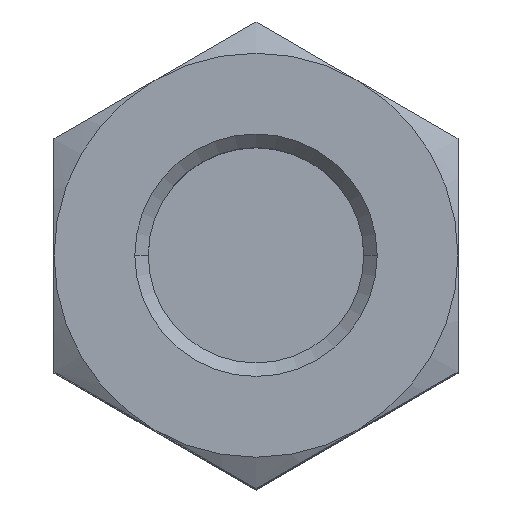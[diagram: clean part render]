
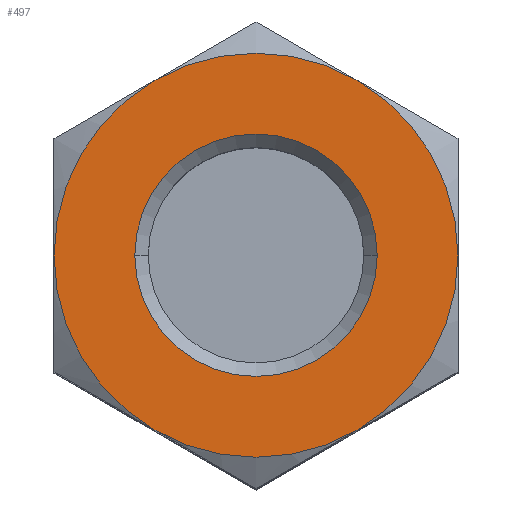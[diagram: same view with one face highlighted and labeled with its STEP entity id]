
A CAD part, top view. The second image highlights one B-rep face of the part: STEP entity #497.
In plain terms, the highlighted planar face has unit normal (0, 0, 1).
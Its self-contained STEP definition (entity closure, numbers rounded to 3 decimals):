
#22 = CIRCLE ( 'NONE', #106, 15. ) ;
#66 = DIRECTION ( 'NONE',  ( 0., 0., 1. ) ) ;
#87 = CARTESIAN_POINT ( 'NONE',  ( 0., 0., 26. ) ) ;
#103 = EDGE_CURVE ( 'NONE', #1454, #919, #995, .T. ) ;
#104 = CARTESIAN_POINT ( 'NONE',  ( 0., 0., 26. ) ) ;
#106 = AXIS2_PLACEMENT_3D ( 'NONE', #1804, #66, #191 ) ;
#121 = DIRECTION ( 'NONE',  ( 0., 0., 1. ) ) ;
#191 = DIRECTION ( 'NONE',  ( 1., 0., 0. ) ) ;
#196 = AXIS2_PLACEMENT_3D ( 'NONE', #1604, #1573, #1879 ) ;
#236 = EDGE_CURVE ( 'NONE', #1668, #1475, #22, .T. ) ;
#253 = FACE_BOUND ( 'NONE', #1478, .T. ) ;
#291 = CIRCLE ( 'NONE', #608, 9. ) ;
#297 = ORIENTED_EDGE ( 'NONE', *, *, #236, .T. ) ;
#317 = CARTESIAN_POINT ( 'NONE',  ( 7.5, 12.99, 26. ) ) ;
#361 = CIRCLE ( 'NONE', #758, 15. ) ;
#385 = AXIS2_PLACEMENT_3D ( 'NONE', #682, #824, #896 ) ;
#416 = CIRCLE ( 'NONE', #1742, 15. ) ;
#434 = PLANE ( 'NONE',  #196 ) ;
#452 = ORIENTED_EDGE ( 'NONE', *, *, #590, .F. ) ;
#459 = EDGE_CURVE ( 'NONE', #1862, #1904, #752, .T. ) ;
#475 = CIRCLE ( 'NONE', #1647, 9. ) ;
#497 = ADVANCED_FACE ( 'NONE', ( #253, #1721 ), #434, .T. ) ;
#523 = VERTEX_POINT ( 'NONE', #1156 ) ;
#552 = DIRECTION ( 'NONE',  ( 0., 0., 1. ) ) ;
#559 = CARTESIAN_POINT ( 'NONE',  ( 0., 0., 26. ) ) ;
#590 = EDGE_CURVE ( 'NONE', #523, #1261, #475, .T. ) ;
#606 = AXIS2_PLACEMENT_3D ( 'NONE', #1271, #1707, #1104 ) ;
#608 = AXIS2_PLACEMENT_3D ( 'NONE', #1043, #1630, #1198 ) ;
#648 = CARTESIAN_POINT ( 'NONE',  ( -7.5, 12.99, 26. ) ) ;
#672 = EDGE_LOOP ( 'NONE', ( #1106, #1513, #1017, #1061, #1451, #297 ) ) ;
#682 = CARTESIAN_POINT ( 'NONE',  ( 0., 0., 26. ) ) ;
#691 = EDGE_CURVE ( 'NONE', #1261, #523, #291, .T. ) ;
#752 = CIRCLE ( 'NONE', #385, 15. ) ;
#758 = AXIS2_PLACEMENT_3D ( 'NONE', #559, #121, #1171 ) ;
#824 = DIRECTION ( 'NONE',  ( 0., 0., 1. ) ) ;
#840 = CARTESIAN_POINT ( 'NONE',  ( -9., 0., 26. ) ) ;
#883 = CARTESIAN_POINT ( 'NONE',  ( 15., 0., 26. ) ) ;
#896 = DIRECTION ( 'NONE',  ( 1., 0., 0. ) ) ;
#919 = VERTEX_POINT ( 'NONE', #1026 ) ;
#957 = DIRECTION ( 'NONE',  ( 1., 0., 0. ) ) ;
#995 = CIRCLE ( 'NONE', #606, 15. ) ;
#1017 = ORIENTED_EDGE ( 'NONE', *, *, #1179, .T. ) ;
#1026 = CARTESIAN_POINT ( 'NONE',  ( -15., 0., 26. ) ) ;
#1043 = CARTESIAN_POINT ( 'NONE',  ( 0., 0., 26. ) ) ;
#1061 = ORIENTED_EDGE ( 'NONE', *, *, #103, .T. ) ;
#1104 = DIRECTION ( 'NONE',  ( 1., 0., 0. ) ) ;
#1106 = ORIENTED_EDGE ( 'NONE', *, *, #1613, .T. ) ;
#1141 = DIRECTION ( 'NONE',  ( 1., 0., 0. ) ) ;
#1156 = CARTESIAN_POINT ( 'NONE',  ( 9., 0., 26. ) ) ;
#1171 = DIRECTION ( 'NONE',  ( 1., 0., 0. ) ) ;
#1179 = EDGE_CURVE ( 'NONE', #1904, #1454, #1308, .T. ) ;
#1198 = DIRECTION ( 'NONE',  ( 1., 0., 0. ) ) ;
#1206 = DIRECTION ( 'NONE',  ( 1., 0., 0. ) ) ;
#1209 = CARTESIAN_POINT ( 'NONE',  ( 7.5, -12.99, 26. ) ) ;
#1261 = VERTEX_POINT ( 'NONE', #840 ) ;
#1269 = DIRECTION ( 'NONE',  ( 0., 0., 1. ) ) ;
#1271 = CARTESIAN_POINT ( 'NONE',  ( 0., 0., 26. ) ) ;
#1308 = CIRCLE ( 'NONE', #1557, 15. ) ;
#1354 = DIRECTION ( 'NONE',  ( 0., 0., 1. ) ) ;
#1415 = CARTESIAN_POINT ( 'NONE',  ( -7.5, -12.99, 26. ) ) ;
#1451 = ORIENTED_EDGE ( 'NONE', *, *, #1784, .T. ) ;
#1454 = VERTEX_POINT ( 'NONE', #648 ) ;
#1475 = VERTEX_POINT ( 'NONE', #1209 ) ;
#1478 = EDGE_LOOP ( 'NONE', ( #452, #1635 ) ) ;
#1513 = ORIENTED_EDGE ( 'NONE', *, *, #459, .T. ) ;
#1557 = AXIS2_PLACEMENT_3D ( 'NONE', #87, #552, #1141 ) ;
#1573 = DIRECTION ( 'NONE',  ( 0., 0., 1. ) ) ;
#1604 = CARTESIAN_POINT ( 'NONE',  ( 0., 17.321, 26. ) ) ;
#1613 = EDGE_CURVE ( 'NONE', #1475, #1862, #416, .T. ) ;
#1630 = DIRECTION ( 'NONE',  ( 0., 0., 1. ) ) ;
#1635 = ORIENTED_EDGE ( 'NONE', *, *, #691, .F. ) ;
#1647 = AXIS2_PLACEMENT_3D ( 'NONE', #104, #1354, #1206 ) ;
#1668 = VERTEX_POINT ( 'NONE', #1415 ) ;
#1694 = CARTESIAN_POINT ( 'NONE',  ( 0., 0., 26. ) ) ;
#1707 = DIRECTION ( 'NONE',  ( 0., 0., 1. ) ) ;
#1721 = FACE_OUTER_BOUND ( 'NONE', #672, .T. ) ;
#1742 = AXIS2_PLACEMENT_3D ( 'NONE', #1694, #1269, #957 ) ;
#1784 = EDGE_CURVE ( 'NONE', #919, #1668, #361, .T. ) ;
#1804 = CARTESIAN_POINT ( 'NONE',  ( 0., 0., 26. ) ) ;
#1862 = VERTEX_POINT ( 'NONE', #883 ) ;
#1879 = DIRECTION ( 'NONE',  ( 1., 0., 0. ) ) ;
#1904 = VERTEX_POINT ( 'NONE', #317 ) ;
